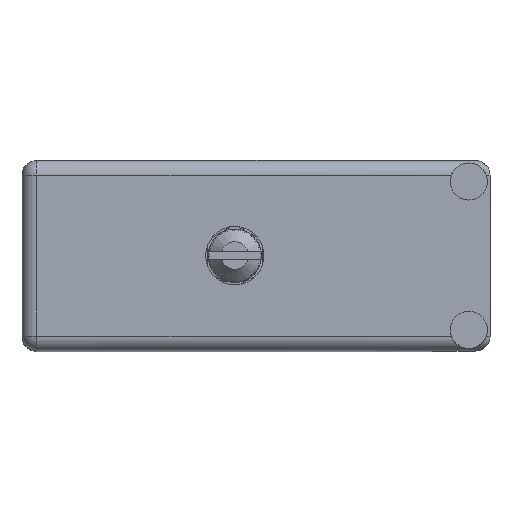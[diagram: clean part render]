
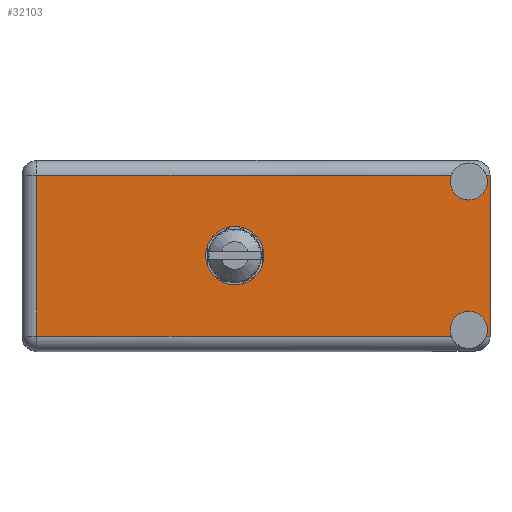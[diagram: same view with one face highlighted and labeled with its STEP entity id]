
A CAD part, top view. The second image highlights one B-rep face of the part: STEP entity #32103.
In plain terms, the highlighted face is planar.
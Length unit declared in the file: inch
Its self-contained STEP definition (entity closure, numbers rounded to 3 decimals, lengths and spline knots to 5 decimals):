
#543 = EDGE_CURVE ( 'NONE', #22911, #15224, #70943, .T. ) ;
#547 = CIRCLE ( 'NONE', #53118, 0.0875 ) ;
#3184 = CARTESIAN_POINT ( 'NONE',  ( 0., 1.566, -0.829 ) ) ;
#4651 = EDGE_CURVE ( 'NONE', #30631, #8526, #547, .T. ) ;
#4888 = DIRECTION ( 'NONE',  ( -1., 0., 0. ) ) ;
#5739 = VERTEX_POINT ( 'NONE', #18116 ) ;
#5769 = DIRECTION ( 'NONE',  ( 0., 1., 0. ) ) ;
#6311 = AXIS2_PLACEMENT_3D ( 'NONE', #39979, #5769, #83151 ) ;
#7049 = DIRECTION ( 'NONE',  ( 1., 0., 0. ) ) ;
#7052 = CARTESIAN_POINT ( 'NONE',  ( 2.208, 1.566, -0.07 ) ) ;
#8526 = VERTEX_POINT ( 'NONE', #108314 ) ;
#10892 = DIRECTION ( 'NONE',  ( 0., 0., 1. ) ) ;
#11478 = CIRCLE ( 'NONE', #71118, 0.1375 ) ;
#11875 = LINE ( 'NONE', #66802, #45487 ) ;
#13749 = CIRCLE ( 'NONE', #77493, 0.0875 ) ;
#14021 = ORIENTED_EDGE ( 'NONE', *, *, #22888, .F. ) ;
#15224 = VERTEX_POINT ( 'NONE', #85356 ) ;
#16933 = ORIENTED_EDGE ( 'NONE', *, *, #4651, .F. ) ;
#18116 = CARTESIAN_POINT ( 'NONE',  ( 0.07, 1.566, -0.07 ) ) ;
#20072 = DIRECTION ( 'NONE',  ( 0., 0., 1. ) ) ;
#21469 = EDGE_CURVE ( 'NONE', #92418, #15224, #109684, .T. ) ;
#22888 = EDGE_CURVE ( 'NONE', #98332, #38967, #103735, .T. ) ;
#22911 = VERTEX_POINT ( 'NONE', #75148 ) ;
#25215 = CARTESIAN_POINT ( 'NONE',  ( 2.02562, 1.566, -0.829 ) ) ;
#28615 = CARTESIAN_POINT ( 'NONE',  ( 2.208, 1.566, 0. ) ) ;
#28859 = AXIS2_PLACEMENT_3D ( 'NONE', #53492, #106518, #97852 ) ;
#29330 = VERTEX_POINT ( 'NONE', #25215 ) ;
#29414 = DIRECTION ( 'NONE',  ( 0., 1., 0. ) ) ;
#30631 = VERTEX_POINT ( 'NONE', #91777 ) ;
#30910 = EDGE_CURVE ( 'NONE', #29330, #37543, #47577, .T. ) ;
#32103 = ADVANCED_FACE ( 'NONE', ( #108020, #85085 ), #56830, .T. ) ;
#32546 = EDGE_CURVE ( 'NONE', #83068, #30631, #13749, .T. ) ;
#34038 = CARTESIAN_POINT ( 'NONE',  ( 2.19038, 1.566, -0.07 ) ) ;
#36967 = EDGE_CURVE ( 'NONE', #29330, #22911, #111284, .T. ) ;
#37425 = ORIENTED_EDGE ( 'NONE', *, *, #543, .F. ) ;
#37543 = VERTEX_POINT ( 'NONE', #91969 ) ;
#38967 = VERTEX_POINT ( 'NONE', #68138 ) ;
#39057 = VECTOR ( 'NONE', #10892, 39.37008 ) ;
#39979 = CARTESIAN_POINT ( 'NONE',  ( 0., 1.566, -0.899 ) ) ;
#41751 = LINE ( 'NONE', #28615, #39057 ) ;
#44837 = ORIENTED_EDGE ( 'NONE', *, *, #77203, .T. ) ;
#44992 = EDGE_CURVE ( 'NONE', #92418, #78016, #41751, .T. ) ;
#45487 = VECTOR ( 'NONE', #74682, 39.37008 ) ;
#47480 = AXIS2_PLACEMENT_3D ( 'NONE', #61730, #62842, #53458 ) ;
#47577 = LINE ( 'NONE', #65361, #108131 ) ;
#49940 = DIRECTION ( 'NONE',  ( 0., 1., 0. ) ) ;
#50973 = EDGE_CURVE ( 'NONE', #38967, #98332, #11478, .T. ) ;
#53118 = AXIS2_PLACEMENT_3D ( 'NONE', #78963, #79720, #53837 ) ;
#53458 = DIRECTION ( 'NONE',  ( 0., 0., 1. ) ) ;
#53492 = CARTESIAN_POINT ( 'NONE',  ( 2.108, 1.566, -0.7995 ) ) ;
#53837 = DIRECTION ( 'NONE',  ( 0., 0., 1. ) ) ;
#56830 = PLANE ( 'NONE',  #6311 ) ;
#57930 = CARTESIAN_POINT ( 'NONE',  ( 1.004, 1.566, -0.4495 ) ) ;
#58290 = DIRECTION ( 'NONE',  ( 0., 1., 0. ) ) ;
#59579 = ORIENTED_EDGE ( 'NONE', *, *, #36967, .F. ) ;
#60205 = ORIENTED_EDGE ( 'NONE', *, *, #44992, .F. ) ;
#61479 = LINE ( 'NONE', #7052, #70856 ) ;
#61730 = CARTESIAN_POINT ( 'NONE',  ( 2.108, 1.566, -0.7995 ) ) ;
#62842 = DIRECTION ( 'NONE',  ( 0., 1., 0. ) ) ;
#63670 = DIRECTION ( 'NONE',  ( -1., 0., 0. ) ) ;
#64657 = CARTESIAN_POINT ( 'NONE',  ( 1.004, 1.566, -0.4495 ) ) ;
#65361 = CARTESIAN_POINT ( 'NONE',  ( 0., 1.566, -0.829 ) ) ;
#66067 = CARTESIAN_POINT ( 'NONE',  ( 2.108, 1.566, -0.0995 ) ) ;
#66802 = CARTESIAN_POINT ( 'NONE',  ( 0.07, 1.566, -0.899 ) ) ;
#68138 = CARTESIAN_POINT ( 'NONE',  ( 1.004, 1.566, -0.312 ) ) ;
#70274 = VECTOR ( 'NONE', #7049, 39.37008 ) ;
#70856 = VECTOR ( 'NONE', #74986, 39.37008 ) ;
#70943 = CIRCLE ( 'NONE', #47480, 0.0875 ) ;
#71118 = AXIS2_PLACEMENT_3D ( 'NONE', #64657, #29414, #20072 ) ;
#74472 = CARTESIAN_POINT ( 'NONE',  ( 2.208, 1.566, -0.07 ) ) ;
#74682 = DIRECTION ( 'NONE',  ( 0., 0., 1. ) ) ;
#74986 = DIRECTION ( 'NONE',  ( 1., 0., 0. ) ) ;
#75148 = CARTESIAN_POINT ( 'NONE',  ( 2.108, 1.566, -0.712 ) ) ;
#75794 = DIRECTION ( 'NONE',  ( 0., 0., 1. ) ) ;
#77203 = EDGE_CURVE ( 'NONE', #83068, #78016, #61479, .T. ) ;
#77493 = AXIS2_PLACEMENT_3D ( 'NONE', #66067, #49940, #75794 ) ;
#78016 = VERTEX_POINT ( 'NONE', #74472 ) ;
#78963 = CARTESIAN_POINT ( 'NONE',  ( 2.108, 1.566, -0.0995 ) ) ;
#79720 = DIRECTION ( 'NONE',  ( 0., 1., 0. ) ) ;
#80792 = AXIS2_PLACEMENT_3D ( 'NONE', #57930, #58290, #100810 ) ;
#83068 = VERTEX_POINT ( 'NONE', #34038 ) ;
#83151 = DIRECTION ( 'NONE',  ( 0., 0., 1. ) ) ;
#84727 = EDGE_LOOP ( 'NONE', ( #94560, #16933, #86416, #44837, #60205, #102190, #37425, #59579, #107395, #102425 ) ) ;
#85085 = FACE_OUTER_BOUND ( 'NONE', #84727, .T. ) ;
#85356 = CARTESIAN_POINT ( 'NONE',  ( 2.19038, 1.566, -0.829 ) ) ;
#86416 = ORIENTED_EDGE ( 'NONE', *, *, #32546, .F. ) ;
#89718 = EDGE_LOOP ( 'NONE', ( #106734, #14021 ) ) ;
#89726 = EDGE_CURVE ( 'NONE', #5739, #8526, #93235, .T. ) ;
#91777 = CARTESIAN_POINT ( 'NONE',  ( 2.108, 1.566, -0.187 ) ) ;
#91969 = CARTESIAN_POINT ( 'NONE',  ( 0.07, 1.566, -0.829 ) ) ;
#92053 = CARTESIAN_POINT ( 'NONE',  ( 1.004, 1.566, -0.587 ) ) ;
#92418 = VERTEX_POINT ( 'NONE', #104775 ) ;
#93235 = LINE ( 'NONE', #110065, #70274 ) ;
#94560 = ORIENTED_EDGE ( 'NONE', *, *, #89726, .T. ) ;
#95103 = EDGE_CURVE ( 'NONE', #37543, #5739, #11875, .T. ) ;
#97852 = DIRECTION ( 'NONE',  ( 0., 0., 1. ) ) ;
#98332 = VERTEX_POINT ( 'NONE', #92053 ) ;
#100277 = VECTOR ( 'NONE', #63670, 39.37008 ) ;
#100810 = DIRECTION ( 'NONE',  ( 0., 0., 1. ) ) ;
#102190 = ORIENTED_EDGE ( 'NONE', *, *, #21469, .T. ) ;
#102425 = ORIENTED_EDGE ( 'NONE', *, *, #95103, .T. ) ;
#103735 = CIRCLE ( 'NONE', #80792, 0.1375 ) ;
#104775 = CARTESIAN_POINT ( 'NONE',  ( 2.208, 1.566, -0.829 ) ) ;
#106518 = DIRECTION ( 'NONE',  ( 0., 1., 0. ) ) ;
#106734 = ORIENTED_EDGE ( 'NONE', *, *, #50973, .F. ) ;
#107395 = ORIENTED_EDGE ( 'NONE', *, *, #30910, .T. ) ;
#108020 = FACE_BOUND ( 'NONE', #89718, .T. ) ;
#108131 = VECTOR ( 'NONE', #4888, 39.37008 ) ;
#108314 = CARTESIAN_POINT ( 'NONE',  ( 2.02562, 1.566, -0.07 ) ) ;
#109684 = LINE ( 'NONE', #3184, #100277 ) ;
#110065 = CARTESIAN_POINT ( 'NONE',  ( 2.208, 1.566, -0.07 ) ) ;
#111284 = CIRCLE ( 'NONE', #28859, 0.0875 ) ;
